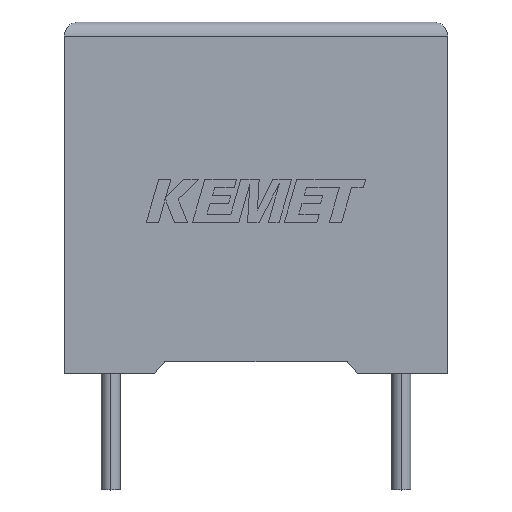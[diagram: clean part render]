
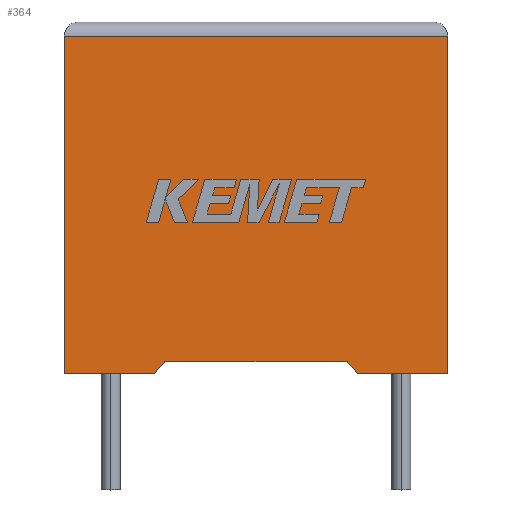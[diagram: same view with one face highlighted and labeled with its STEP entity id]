
A CAD part, top view. The second image highlights one B-rep face of the part: STEP entity #364.
In plain terms, the highlighted planar face has unit normal (0, 0, 1).
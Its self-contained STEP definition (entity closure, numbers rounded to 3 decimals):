
#4 = LINE ( 'NONE', #32, #658 ) ;
#24 = VERTEX_POINT ( 'NONE', #2599 ) ;
#32 = CARTESIAN_POINT ( 'NONE',  ( 0., 0., 6.2 ) ) ;
#68 = DIRECTION ( 'NONE',  ( 1., 0., 0. ) ) ;
#95 = VECTOR ( 'NONE', #2711, 1000. ) ;
#138 = ORIENTED_EDGE ( 'NONE', *, *, #2402, .F. ) ;
#181 = CARTESIAN_POINT ( 'NONE',  ( 10.1, 0., 6.2 ) ) ;
#195 = DIRECTION ( 'NONE',  ( 0., 0., -1. ) ) ;
#196 = LINE ( 'NONE', #2537, #1976 ) ;
#233 = EDGE_LOOP ( 'NONE', ( #2525, #2890, #817, #1327, #607, #138, #2887, #466 ) ) ;
#243 = LINE ( 'NONE', #1692, #1680 ) ;
#293 = VERTEX_POINT ( 'NONE', #2503 ) ;
#301 = LINE ( 'NONE', #545, #95 ) ;
#364 = ADVANCED_FACE ( 'NONE', ( #1591 ), #1822, .F. ) ;
#393 = CARTESIAN_POINT ( 'NONE',  ( 3.467, 0.417, 6.2 ) ) ;
#412 = DIRECTION ( 'NONE',  ( -1., 0., 0. ) ) ;
#433 = VERTEX_POINT ( 'NONE', #472 ) ;
#452 = DIRECTION ( 'NONE',  ( -0.66, -0.751, 0. ) ) ;
#466 = ORIENTED_EDGE ( 'NONE', *, *, #2926, .T. ) ;
#472 = CARTESIAN_POINT ( 'NONE',  ( 3.1, 0., 6.2 ) ) ;
#485 = DIRECTION ( 'NONE',  ( 0., -1., 0. ) ) ;
#487 = EDGE_CURVE ( 'NONE', #24, #433, #1448, .T. ) ;
#494 = EDGE_CURVE ( 'NONE', #1416, #24, #4, .T. ) ;
#545 = CARTESIAN_POINT ( 'NONE',  ( 6.6, 0.417, 6.2 ) ) ;
#607 = ORIENTED_EDGE ( 'NONE', *, *, #1143, .F. ) ;
#628 = CARTESIAN_POINT ( 'NONE',  ( 0., 0., 6.2 ) ) ;
#638 = VECTOR ( 'NONE', #2066, 1000. ) ;
#658 = VECTOR ( 'NONE', #485, 1000. ) ;
#707 = VECTOR ( 'NONE', #68, 1000. ) ;
#817 = ORIENTED_EDGE ( 'NONE', *, *, #494, .T. ) ;
#819 = CARTESIAN_POINT ( 'NONE',  ( 13.2, 0., 6.2 ) ) ;
#992 = VECTOR ( 'NONE', #452, 1000. ) ;
#1143 = EDGE_CURVE ( 'NONE', #1156, #433, #2283, .T. ) ;
#1156 = VERTEX_POINT ( 'NONE', #393 ) ;
#1327 = ORIENTED_EDGE ( 'NONE', *, *, #487, .T. ) ;
#1416 = VERTEX_POINT ( 'NONE', #3016 ) ;
#1448 = LINE ( 'NONE', #2612, #707 ) ;
#1591 = FACE_OUTER_BOUND ( 'NONE', #233, .T. ) ;
#1592 = LINE ( 'NONE', #181, #638 ) ;
#1680 = VECTOR ( 'NONE', #2123, 1000. ) ;
#1692 = CARTESIAN_POINT ( 'NONE',  ( 0., 0., 6.2 ) ) ;
#1822 = PLANE ( 'NONE',  #2387 ) ;
#1952 = VERTEX_POINT ( 'NONE', #2837 ) ;
#1962 = VERTEX_POINT ( 'NONE', #2254 ) ;
#1976 = VECTOR ( 'NONE', #2055, 1000. ) ;
#2055 = DIRECTION ( 'NONE',  ( -1., 0., 0. ) ) ;
#2059 = CARTESIAN_POINT ( 'NONE',  ( 3.1, 0., 6.2 ) ) ;
#2066 = DIRECTION ( 'NONE',  ( 0.66, -0.751, 0. ) ) ;
#2123 = DIRECTION ( 'NONE',  ( 1., 0., 0. ) ) ;
#2252 = CARTESIAN_POINT ( 'NONE',  ( 10.1, 0., 6.2 ) ) ;
#2254 = CARTESIAN_POINT ( 'NONE',  ( 13.2, 11.6, 6.2 ) ) ;
#2283 = LINE ( 'NONE', #2059, #992 ) ;
#2387 = AXIS2_PLACEMENT_3D ( 'NONE', #628, #195, #412 ) ;
#2402 = EDGE_CURVE ( 'NONE', #293, #1156, #301, .T. ) ;
#2467 = LINE ( 'NONE', #819, #3055 ) ;
#2503 = CARTESIAN_POINT ( 'NONE',  ( 9.733, 0.417, 6.2 ) ) ;
#2508 = VERTEX_POINT ( 'NONE', #2252 ) ;
#2525 = ORIENTED_EDGE ( 'NONE', *, *, #3012, .T. ) ;
#2537 = CARTESIAN_POINT ( 'NONE',  ( 0., 11.6, 6.2 ) ) ;
#2599 = CARTESIAN_POINT ( 'NONE',  ( 0., 0., 6.2 ) ) ;
#2612 = CARTESIAN_POINT ( 'NONE',  ( 0., 0., 6.2 ) ) ;
#2711 = DIRECTION ( 'NONE',  ( -1., 0., 0. ) ) ;
#2795 = EDGE_CURVE ( 'NONE', #1962, #1416, #196, .T. ) ;
#2837 = CARTESIAN_POINT ( 'NONE',  ( 13.2, 0., 6.2 ) ) ;
#2864 = EDGE_CURVE ( 'NONE', #293, #2508, #1592, .T. ) ;
#2887 = ORIENTED_EDGE ( 'NONE', *, *, #2864, .T. ) ;
#2890 = ORIENTED_EDGE ( 'NONE', *, *, #2795, .T. ) ;
#2918 = DIRECTION ( 'NONE',  ( 0., 1., 0. ) ) ;
#2926 = EDGE_CURVE ( 'NONE', #2508, #1952, #243, .T. ) ;
#3012 = EDGE_CURVE ( 'NONE', #1952, #1962, #2467, .T. ) ;
#3016 = CARTESIAN_POINT ( 'NONE',  ( 0., 11.6, 6.2 ) ) ;
#3055 = VECTOR ( 'NONE', #2918, 1000. ) ;
